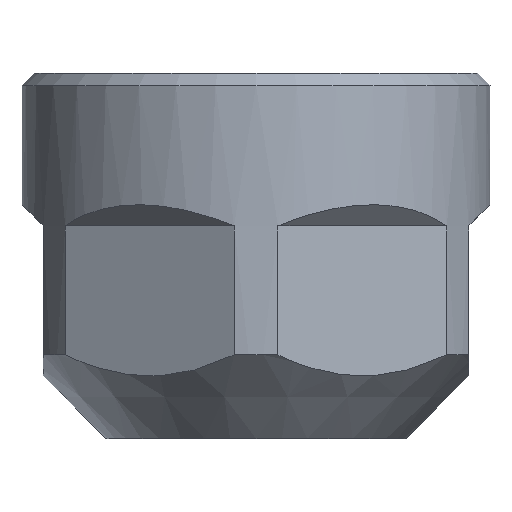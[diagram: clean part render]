
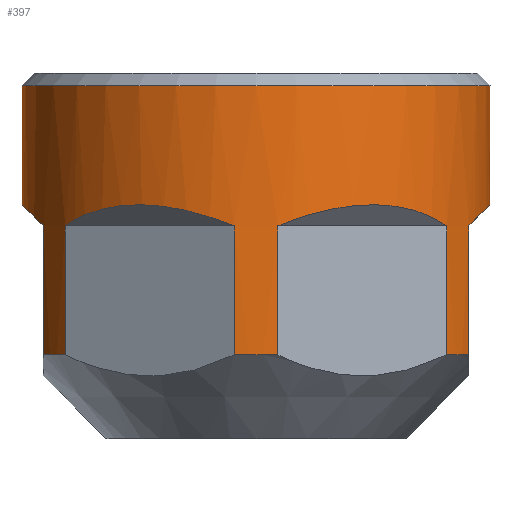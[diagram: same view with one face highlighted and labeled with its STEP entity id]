
A CAD part, left-side view. The second image highlights one B-rep face of the part: STEP entity #397.
In plain terms, the highlighted cylindrical face has radius 9.35 mm (diameter 18.7 mm), a full revolution.
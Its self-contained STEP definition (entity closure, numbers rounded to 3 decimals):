
#27=CIRCLE('',#443,9.35);
#28=CIRCLE('',#444,9.35);
#29=CIRCLE('',#445,9.35);
#30=CIRCLE('',#446,9.35);
#31=CIRCLE('',#447,9.35);
#32=CIRCLE('',#448,9.35);
#33=CIRCLE('',#450,9.35);
#47=CYLINDRICAL_SURFACE('',#442,9.35);
#58=ELLIPSE('',#428,13.223,9.35);
#59=ELLIPSE('',#431,13.223,9.35);
#60=ELLIPSE('',#434,13.223,9.35);
#61=ELLIPSE('',#437,13.223,9.35);
#62=ELLIPSE('',#440,13.223,9.35);
#63=ELLIPSE('',#449,13.223,9.35);
#94=ORIENTED_EDGE('',*,*,#189,.T.);
#95=ORIENTED_EDGE('',*,*,#168,.T.);
#96=ORIENTED_EDGE('',*,*,#165,.T.);
#97=ORIENTED_EDGE('',*,*,#167,.F.);
#98=ORIENTED_EDGE('',*,*,#190,.T.);
#99=ORIENTED_EDGE('',*,*,#173,.T.);
#100=ORIENTED_EDGE('',*,*,#170,.T.);
#101=ORIENTED_EDGE('',*,*,#172,.F.);
#102=ORIENTED_EDGE('',*,*,#191,.T.);
#103=ORIENTED_EDGE('',*,*,#178,.T.);
#104=ORIENTED_EDGE('',*,*,#175,.T.);
#105=ORIENTED_EDGE('',*,*,#177,.F.);
#106=ORIENTED_EDGE('',*,*,#192,.T.);
#107=ORIENTED_EDGE('',*,*,#183,.T.);
#108=ORIENTED_EDGE('',*,*,#180,.T.);
#109=ORIENTED_EDGE('',*,*,#182,.F.);
#110=ORIENTED_EDGE('',*,*,#193,.T.);
#111=ORIENTED_EDGE('',*,*,#188,.T.);
#112=ORIENTED_EDGE('',*,*,#185,.T.);
#113=ORIENTED_EDGE('',*,*,#187,.F.);
#114=ORIENTED_EDGE('',*,*,#194,.T.);
#115=ORIENTED_EDGE('',*,*,#195,.T.);
#116=ORIENTED_EDGE('',*,*,#196,.T.);
#117=ORIENTED_EDGE('',*,*,#197,.F.);
#118=ORIENTED_EDGE('',*,*,#198,.T.);
#165=EDGE_CURVE('',#214,#215,#58,.F.);
#167=EDGE_CURVE('',#216,#215,#253,.T.);
#168=EDGE_CURVE('',#217,#214,#254,.T.);
#170=EDGE_CURVE('',#218,#219,#59,.F.);
#172=EDGE_CURVE('',#220,#219,#256,.T.);
#173=EDGE_CURVE('',#221,#218,#257,.T.);
#175=EDGE_CURVE('',#222,#223,#60,.F.);
#177=EDGE_CURVE('',#224,#223,#259,.T.);
#178=EDGE_CURVE('',#225,#222,#260,.T.);
#180=EDGE_CURVE('',#226,#227,#61,.F.);
#182=EDGE_CURVE('',#228,#227,#262,.T.);
#183=EDGE_CURVE('',#229,#226,#263,.T.);
#185=EDGE_CURVE('',#230,#231,#62,.F.);
#187=EDGE_CURVE('',#232,#231,#265,.T.);
#188=EDGE_CURVE('',#233,#230,#266,.T.);
#189=EDGE_CURVE('',#234,#217,#27,.T.);
#190=EDGE_CURVE('',#216,#221,#28,.T.);
#191=EDGE_CURVE('',#220,#225,#29,.T.);
#192=EDGE_CURVE('',#224,#229,#30,.T.);
#193=EDGE_CURVE('',#228,#233,#31,.T.);
#194=EDGE_CURVE('',#232,#235,#32,.T.);
#195=EDGE_CURVE('',#235,#236,#267,.T.);
#196=EDGE_CURVE('',#236,#237,#63,.F.);
#197=EDGE_CURVE('',#234,#237,#268,.T.);
#198=EDGE_CURVE('',#238,#238,#33,.F.);
#214=VERTEX_POINT('',#609);
#215=VERTEX_POINT('',#610);
#216=VERTEX_POINT('',#620);
#217=VERTEX_POINT('',#621);
#218=VERTEX_POINT('',#626);
#219=VERTEX_POINT('',#627);
#220=VERTEX_POINT('',#637);
#221=VERTEX_POINT('',#638);
#222=VERTEX_POINT('',#643);
#223=VERTEX_POINT('',#644);
#224=VERTEX_POINT('',#654);
#225=VERTEX_POINT('',#655);
#226=VERTEX_POINT('',#660);
#227=VERTEX_POINT('',#661);
#228=VERTEX_POINT('',#671);
#229=VERTEX_POINT('',#672);
#230=VERTEX_POINT('',#677);
#231=VERTEX_POINT('',#678);
#232=VERTEX_POINT('',#688);
#233=VERTEX_POINT('',#689);
#234=VERTEX_POINT('',#694);
#235=VERTEX_POINT('',#700);
#236=VERTEX_POINT('',#702);
#237=VERTEX_POINT('',#704);
#238=VERTEX_POINT('',#707);
#253=LINE('',#622,#271);
#254=LINE('',#623,#272);
#256=LINE('',#639,#274);
#257=LINE('',#640,#275);
#259=LINE('',#656,#277);
#260=LINE('',#657,#278);
#262=LINE('',#673,#280);
#263=LINE('',#674,#281);
#265=LINE('',#690,#283);
#266=LINE('',#691,#284);
#267=LINE('',#701,#285);
#268=LINE('',#705,#286);
#271=VECTOR('',#489,1000.);
#272=VECTOR('',#490,1000.);
#274=VECTOR('',#498,1000.);
#275=VECTOR('',#499,1000.);
#277=VECTOR('',#507,1000.);
#278=VECTOR('',#508,1000.);
#280=VECTOR('',#516,1000.);
#281=VECTOR('',#517,1000.);
#283=VECTOR('',#525,1000.);
#284=VECTOR('',#526,1000.);
#285=VECTOR('',#541,1000.);
#286=VECTOR('',#544,1000.);
#298=EDGE_LOOP('',(#94,#95,#96,#97,#98,#99,#100,#101,#102,#103,#104,#105,
#106,#107,#108,#109,#110,#111,#112,#113,#114,#115,#116,#117));
#299=EDGE_LOOP('',(#118));
#340=FACE_BOUND('',#298,.T.);
#341=FACE_BOUND('',#299,.T.);
#397=ADVANCED_FACE('',(#340,#341),#47,.T.);
#428=AXIS2_PLACEMENT_3D('',#611,#485,#486);
#431=AXIS2_PLACEMENT_3D('',#628,#494,#495);
#434=AXIS2_PLACEMENT_3D('',#645,#503,#504);
#437=AXIS2_PLACEMENT_3D('',#662,#512,#513);
#440=AXIS2_PLACEMENT_3D('',#679,#521,#522);
#442=AXIS2_PLACEMENT_3D('',#692,#527,#528);
#443=AXIS2_PLACEMENT_3D('',#693,#529,#530);
#444=AXIS2_PLACEMENT_3D('',#695,#531,#532);
#445=AXIS2_PLACEMENT_3D('',#696,#533,#534);
#446=AXIS2_PLACEMENT_3D('',#697,#535,#536);
#447=AXIS2_PLACEMENT_3D('',#698,#537,#538);
#448=AXIS2_PLACEMENT_3D('',#699,#539,#540);
#449=AXIS2_PLACEMENT_3D('',#703,#542,#543);
#450=AXIS2_PLACEMENT_3D('',#706,#545,#546);
#485=DIRECTION('',(-0.612,0.354,-0.707));
#486=DIRECTION('',(-0.612,0.354,0.707));
#489=DIRECTION('',(0.,0.,1.));
#490=DIRECTION('',(0.,0.,1.));
#494=DIRECTION('',(-0.612,-0.354,-0.707));
#495=DIRECTION('',(-0.612,-0.354,0.707));
#498=DIRECTION('',(0.,0.,1.));
#499=DIRECTION('',(0.,0.,1.));
#503=DIRECTION('',(0.,-0.707,-0.707));
#504=DIRECTION('',(0.,-0.707,0.707));
#507=DIRECTION('',(0.,0.,1.));
#508=DIRECTION('',(0.,0.,1.));
#512=DIRECTION('',(0.612,-0.354,-0.707));
#513=DIRECTION('',(0.612,-0.354,0.707));
#516=DIRECTION('',(0.,0.,1.));
#517=DIRECTION('',(0.,0.,1.));
#521=DIRECTION('',(0.612,0.354,-0.707));
#522=DIRECTION('',(0.612,0.354,0.707));
#525=DIRECTION('',(0.,0.,1.));
#526=DIRECTION('',(0.,0.,1.));
#527=DIRECTION('',(0.,0.,1.));
#528=DIRECTION('',(1.,0.,0.));
#529=DIRECTION('',(0.,0.,1.));
#530=DIRECTION('',(1.,0.,0.));
#531=DIRECTION('',(0.,0.,1.));
#532=DIRECTION('',(1.,0.,0.));
#533=DIRECTION('',(0.,0.,1.));
#534=DIRECTION('',(1.,0.,0.));
#535=DIRECTION('',(0.,0.,1.));
#536=DIRECTION('',(1.,0.,0.));
#537=DIRECTION('',(0.,0.,1.));
#538=DIRECTION('',(1.,0.,0.));
#539=DIRECTION('',(0.,0.,1.));
#540=DIRECTION('',(1.,0.,0.));
#541=DIRECTION('',(0.,0.,1.));
#542=DIRECTION('',(0.,0.707,-0.707));
#543=DIRECTION('',(0.,0.707,0.707));
#544=DIRECTION('',(0.,0.,1.));
#545=DIRECTION('',(0.,0.,1.));
#546=DIRECTION('',(1.,0.,0.));
#609=CARTESIAN_POINT('',(-5.414,7.623,8.5));
#610=CARTESIAN_POINT('',(-9.309,0.877,8.5));
#611=CARTESIAN_POINT('',(0.,0.,0.));
#620=CARTESIAN_POINT('',(-9.309,0.877,3.35));
#621=CARTESIAN_POINT('',(-5.414,7.623,3.35));
#622=CARTESIAN_POINT('',(-9.309,0.877,0.));
#623=CARTESIAN_POINT('',(-5.414,7.623,0.));
#626=CARTESIAN_POINT('',(-9.309,-0.877,8.5));
#627=CARTESIAN_POINT('',(-5.414,-7.623,8.5));
#628=CARTESIAN_POINT('',(0.,0.,0.));
#637=CARTESIAN_POINT('',(-5.414,-7.623,3.35));
#638=CARTESIAN_POINT('',(-9.309,-0.877,3.35));
#639=CARTESIAN_POINT('',(-5.414,-7.623,0.));
#640=CARTESIAN_POINT('',(-9.309,-0.877,0.));
#643=CARTESIAN_POINT('',(-3.895,-8.5,8.5));
#644=CARTESIAN_POINT('',(3.895,-8.5,8.5));
#645=CARTESIAN_POINT('',(0.,0.,0.));
#654=CARTESIAN_POINT('',(3.895,-8.5,3.35));
#655=CARTESIAN_POINT('',(-3.895,-8.5,3.35));
#656=CARTESIAN_POINT('',(3.895,-8.5,0.));
#657=CARTESIAN_POINT('',(-3.895,-8.5,0.));
#660=CARTESIAN_POINT('',(5.414,-7.623,8.5));
#661=CARTESIAN_POINT('',(9.309,-0.877,8.5));
#662=CARTESIAN_POINT('',(0.,0.,0.));
#671=CARTESIAN_POINT('',(9.309,-0.877,3.35));
#672=CARTESIAN_POINT('',(5.414,-7.623,3.35));
#673=CARTESIAN_POINT('',(9.309,-0.877,0.));
#674=CARTESIAN_POINT('',(5.414,-7.623,0.));
#677=CARTESIAN_POINT('',(9.309,0.877,8.5));
#678=CARTESIAN_POINT('',(5.414,7.623,8.5));
#679=CARTESIAN_POINT('',(0.,0.,0.));
#688=CARTESIAN_POINT('',(5.414,7.623,3.35));
#689=CARTESIAN_POINT('',(9.309,0.877,3.35));
#690=CARTESIAN_POINT('',(5.414,7.623,0.));
#691=CARTESIAN_POINT('',(9.309,0.877,0.));
#692=CARTESIAN_POINT('',(0.,0.,0.));
#693=CARTESIAN_POINT('',(0.,0.,3.35));
#694=CARTESIAN_POINT('',(-3.895,8.5,3.35));
#695=CARTESIAN_POINT('',(0.,0.,3.35));
#696=CARTESIAN_POINT('',(0.,0.,3.35));
#697=CARTESIAN_POINT('',(0.,0.,3.35));
#698=CARTESIAN_POINT('',(0.,0.,3.35));
#699=CARTESIAN_POINT('',(0.,0.,3.35));
#700=CARTESIAN_POINT('',(3.895,8.5,3.35));
#701=CARTESIAN_POINT('',(3.895,8.5,0.));
#702=CARTESIAN_POINT('',(3.895,8.5,8.5));
#703=CARTESIAN_POINT('',(0.,0.,0.));
#704=CARTESIAN_POINT('',(-3.895,8.5,8.5));
#705=CARTESIAN_POINT('',(-3.895,8.5,0.));
#706=CARTESIAN_POINT('',(0.,0.,14.1));
#707=CARTESIAN_POINT('',(9.35,0.,14.1));
